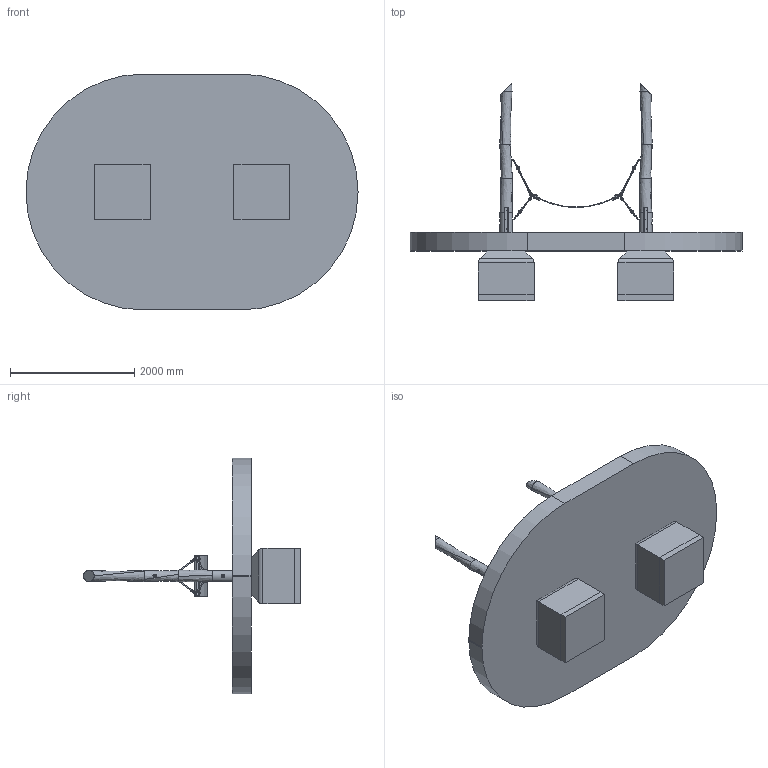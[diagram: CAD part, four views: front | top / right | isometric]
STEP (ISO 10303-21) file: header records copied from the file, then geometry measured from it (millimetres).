
FILE_DESCRIPTION (( 'STEP AP214' ), '1' );
FILE_NAME ('4591-30-4-R komplett.STEP', '2014-07-03T06:27:36', ( '' ), ( '' ), 'SwSTEP 2.0', 'SolidWorks 2014', '' );
FILE_SCHEMA (( 'AUTOMOTIVE_DESIGN' ));
Length unit declared in the file: millimetre
Products named in the file (29): 6er Kettenglied_1; Hängematte Einzelzeil; Rohrstopfen schwarz 50 mm; Befestigungsseil 4591-30-4-RR_Standard<Wie bearbeitet>; 457-01 - Kunststoff Kausche rot; Mutter DIN 1587_DIN 1587 - M8 --NUC; B18.3.4M - 8 x 1.25 x 35 SBHCS --N_B18.3.4M - 8 x 1.25 x 35 SBHCS --N; Scheibe DIN 9021_Washer DIN 9021 - 8.4; Mutter DIN 1587_DIN 1587 - M10 --NUC; Scheibe DIN 126_Washer DIN 126 - 11; Seil unten 4591-30-4-R; Gewindebolzen DIN 976-1_DIN 976-1 -- M10x1 x 80  A--  N; Pressung 40 mm; Ringmutter_DIN 582-M10-N; 55-471-0 - 6er Schäkel gerade; Alu-Rohr ﾘ 50 x 3,2 x 640; 457-04 - Kunststoff Kausche_Blau; Gummimatte gr黱 4,3 mm; FLATCKTT 0.216-14-type I-AB-1.625-N_FLATCKTT 0.216-14-type I-AB-1.625-N; Sicherheitsbereich 4591-30-4-R; Hintere Scheibe; Sicherheitslache 4591-30-4-R; Vordere Scheibe; Robieniepfosten_4591-30-4-R; 6er Kettenglied; Fundamente 4591-30-4-R; 55-02-06-08 - Kettenschäkel; 6 Glieder 6er Kette; 4591-30-4-R komplett
Assembly tree (130 placements, depth 3):
  6er Kettenglied
  4591-30-4-R komplett
    Fundamente 4591-30-4-R
    Robieniepfosten_4591-30-4-R  x2
    Sicherheitslache 4591-30-4-R  x4
    Sicherheitsbereich 4591-30-4-R
    Hängematte Einzelzeil
      Gummimatte gr黱 4,3 mm
      Alu-Rohr ﾘ 50 x 3,2 x 640  x2
      Ringmutter_DIN 582-M10-N  x4
      Gewindebolzen DIN 976-1_DIN 976-1 -- M10x1 x 80  A--  N  x4
      Scheibe DIN 126_Washer DIN 126 - 11  x4
      Mutter DIN 1587_DIN 1587 - M10 --NUC  x4
      Scheibe DIN 9021_Washer DIN 9021 - 8.4  x10
      B18.3.4M - 8 x 1.25 x 35 SBHCS --N_B18.3.4M - 8 x 1.25 x 35 SBHCS --N  x10
      Mutter DIN 1587_DIN 1587 - M8 --NUC  x10
      457-01 - Kunststoff Kausche rot  x6
      Befestigungsseil 4591-30-4-RR_Standard<Wie bearbeitet>  x2
      Rohrstopfen schwarz 50 mm  x4
    6 Glieder 6er Kette  x8
      6er Kettenglied_1
    55-02-06-08 - Kettenschäkel  x4
    Vordere Scheibe  x4
    Hintere Scheibe  x4
    FLATCKTT 0.216-14-type I-AB-1.625-N_FLATCKTT 0.216-14-type I-AB-1.625-N  x20
    457-04 - Kunststoff Kausche_Blau  x2
    55-471-0 - 6er Schäkel gerade  x4
    Pressung 40 mm  x4
    Seil unten 4591-30-4-R  x4
Bounding box: 5350 x 3502.71 x 3800 mm (x, y, z)
Volume: 6643482547.7 mm3; surface area: 58905081.4 mm2
Topology: 204 solids, 204 shells, 5002 faces, 11702 edges, 6930 vertices
Faces by surface type: plane 1570, cylinder 1476, torus 1028, cone 484, bspline 356, sphere 88
Entity records: 42989 total; most frequent: CARTESIAN_POINT 17594, DIRECTION 4594, ORIENTED_EDGE 4488, EDGE_CURVE 2244, AXIS2_PLACEMENT_3D 1831, VERTEX_POINT 1387, EDGE_LOOP 1039, ADVANCED_FACE 950
